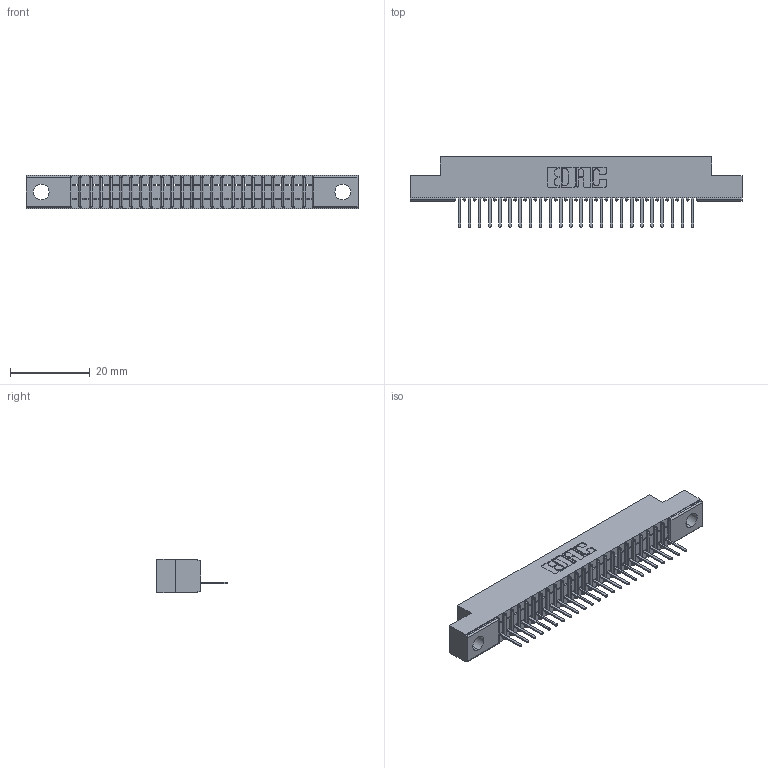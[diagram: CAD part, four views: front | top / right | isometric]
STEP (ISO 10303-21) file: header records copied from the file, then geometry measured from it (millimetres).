
FILE_DESCRIPTION (( 'STEP AP203' ), '1' );
FILE_NAME ('341-024-521-104.STEP', '2018-08-06T17:57:48', ( '' ), ( '' ), 'SwSTEP 2.0', 'SolidWorks 2016', '' );
FILE_SCHEMA (( 'CONFIG_CONTROL_DESIGN' ));
Length unit declared in the file: inch
Products named in the file (3): 341 Part_.156 (3.96) Dia Mounting Holes; 341-292-001_341-292-121; 341-024-521-104
Assembly tree (25 placements, depth 2):
  341-024-521-104
    341 Part_.156 (3.96) Dia Mounting Holes
    341-292-001_341-292-121  x24
Bounding box: 83.19 x 17.7 x 8.38 mm (x, y, z)
Volume: 4470.9 mm3; surface area: 8311.7 mm2
Topology: 25 solids, 25 shells, 2098 faces, 6040 edges, 3878 vertices
Faces by surface type: plane 1306, cylinder 696, sphere 50, torus 46
Entity records: 31093 total; most frequent: CARTESIAN_POINT 5278, ORIENTED_EDGE 5264, DIRECTION 5102, EDGE_CURVE 2632, LINE 2114, VECTOR 2114, VERTEX_POINT 1670, AXIS2_PLACEMENT_3D 1494
